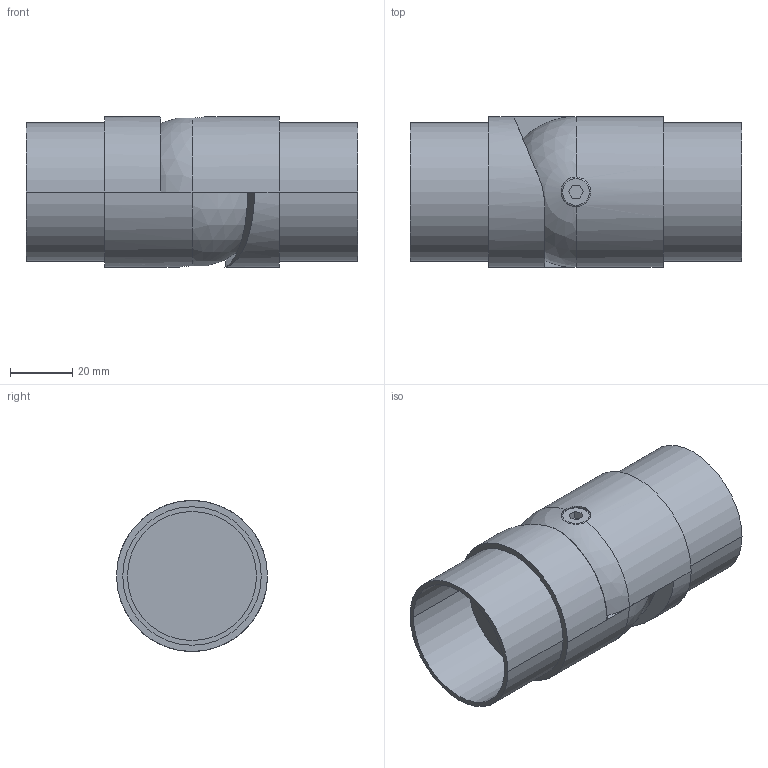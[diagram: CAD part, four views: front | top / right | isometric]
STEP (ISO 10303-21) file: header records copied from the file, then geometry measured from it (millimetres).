
FILE_DESCRIPTION (( 'STEP AP203' ), '1' );
FILE_NAME ('3D_GR1182_48.3x2_188851306.STEP', '2024-11-12T15:27:59', ( '' ), ( '' ), 'SwSTEP 2.0', 'SolidWorks 2023', '' );
FILE_SCHEMA (( 'CONFIG_CONTROL_DESIGN' ));
Length unit declared in the file: millimetre
Products named in the file (1): 3D_GR1182_48.3x2_188851306
Bounding box: 106 x 48.3 x 48.3 mm (x, y, z)
Volume: 110096.9 mm3; surface area: 29713.6 mm2
Topology: 1 solids, 1 shells, 54 faces, 124 edges, 78 vertices
Faces by surface type: plane 28, cylinder 18, torus 4, sphere 2, bspline 2
Entity records: 1786 total; most frequent: CARTESIAN_POINT 484, DIRECTION 261, ORIENTED_EDGE 248, EDGE_CURVE 124, AXIS2_PLACEMENT_3D 99, VERTEX_POINT 78, LINE 63, VECTOR 63
